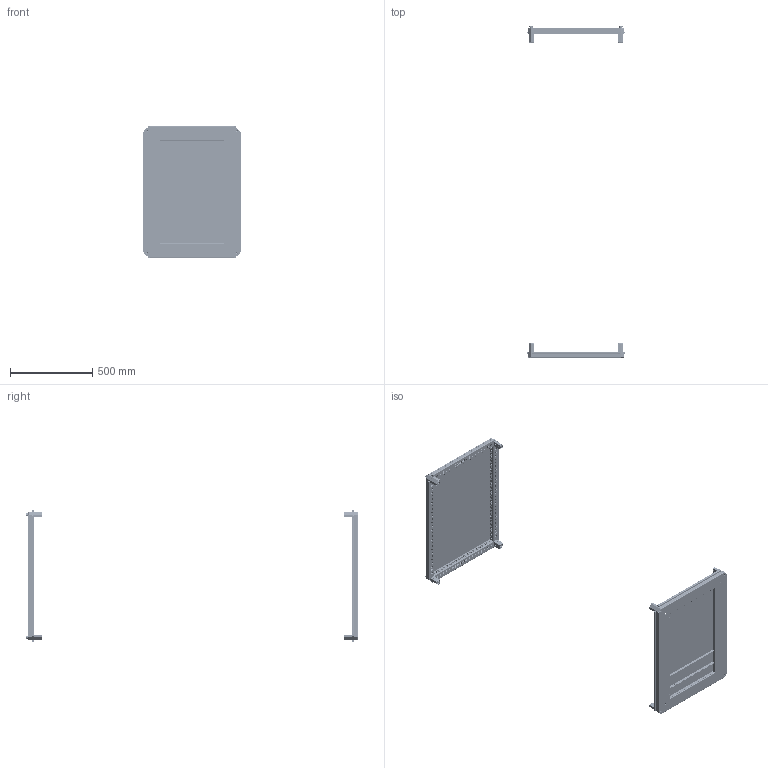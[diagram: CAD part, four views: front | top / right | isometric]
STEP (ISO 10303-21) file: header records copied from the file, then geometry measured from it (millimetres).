
FILE_DESCRIPTION (( 'STEP AP203' ), '1' );
FILE_NAME ('YKM40D-FO-KO-060-080-54 FORMAT Êðûøà è îñíîâàíèå 600õ800 IP54 IEK.STEP', '2020-12-16T11:26:34', ( '' ), ( '' ), 'SwSTEP 2.0', 'SolidWorks 2017', '' );
FILE_SCHEMA (( 'CONFIG_CONTROL_DESIGN' ));
Length unit declared in the file: millimetre
Products named in the file (1): YKM40D-FO-KO-060-080-54  FORMAT Êðûøà è îñíîâàíèå 600õ800 IP54 IEK
Bounding box: 600.19 x 2015 x 800.19 mm (x, y, z)
Volume: 3468188.5 mm3; surface area: 4042991.5 mm2
Topology: 108 solids, 108 shells, 10354 faces, 26860 edges, 16875 vertices
Faces by surface type: plane 4667, cylinder 3206, bspline 2032, cone 441, sphere 8
Full cylindrical faces by diameter (mm): 3.4 x24, 4 x24, 4.2 x70, 5.2 x384, 6 x36, 7 x16, 8 x9, 9.5 x1, 10 x4, 10.1 x4, 10.2 x8, 12 x4, 13 x4, 14 x8, 24 x4
Entity records: 445081 total; most frequent: CARTESIAN_POINT 214397, ORIENTED_EDGE 51014, DIRECTION 40272, EDGE_CURVE 25507, VERTEX_POINT 16347, LINE 14364, VECTOR 14364, EDGE_LOOP 13086
